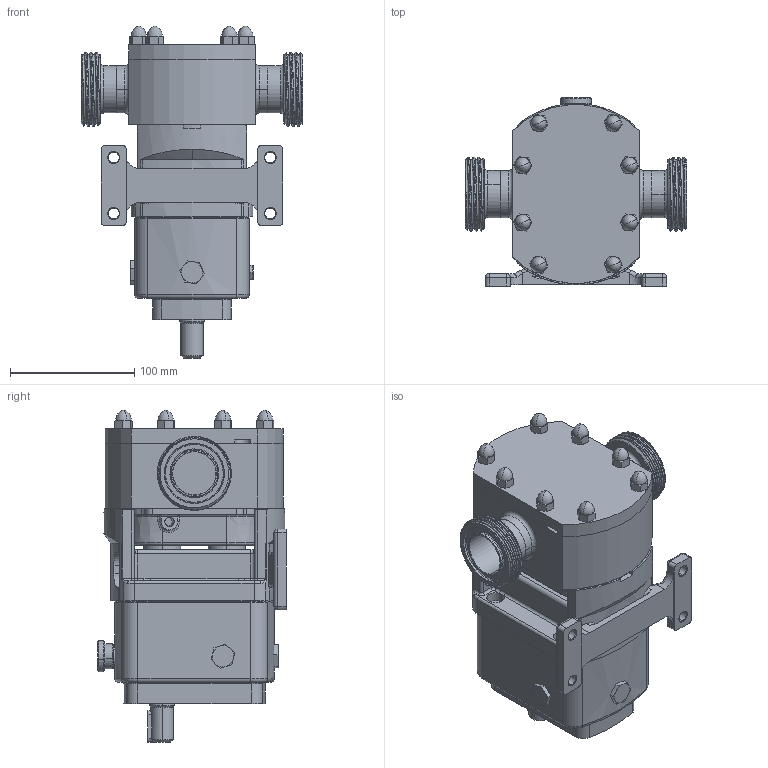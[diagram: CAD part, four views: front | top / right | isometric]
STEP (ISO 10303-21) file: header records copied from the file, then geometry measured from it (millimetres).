
FILE_DESCRIPTION (( 'STEP AP214' ), '1' );
FILE_NAME ('GA4377.STEP', '2024-11-07T16:58:05', ( '' ), ( '' ), 'SwSTEP 2.0', 'SolidWorks 2023', '' );
FILE_SCHEMA (( 'AUTOMOTIVE_DESIGN' ));
Length unit declared in the file: millimetre
Products named in the file (3): GA4377; Copy of Z94-5101-22^GA4377_Z94-5101-22; Copy of CP10-0008-08 H T^GA4377
Assembly tree (3 placements, depth 2):
  GA4377
    Copy of CP10-0008-08 H T^GA4377
    Copy of Z94-5101-22^GA4377_Z94-5101-22  x2
Bounding box: 178 x 151.81 x 267.35 mm (x, y, z)
Volume: 2500125.6 mm3; surface area: 199860.5 mm2
Topology: 3 solids, 3 shells, 806 faces, 1986 edges, 1190 vertices
Faces by surface type: plane 258, cylinder 234, cone 179, torus 91, bspline 32, sphere 12
Entity records: 27600 total; most frequent: CARTESIAN_POINT 9885, DIRECTION 3753, ORIENTED_EDGE 3716, EDGE_CURVE 1858, AXIS2_PLACEMENT_3D 1526, VERTEX_POINT 1128, EDGE_LOOP 820, CIRCLE 783
